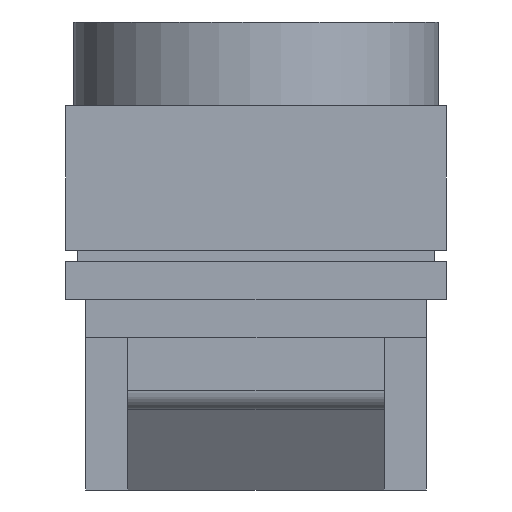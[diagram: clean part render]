
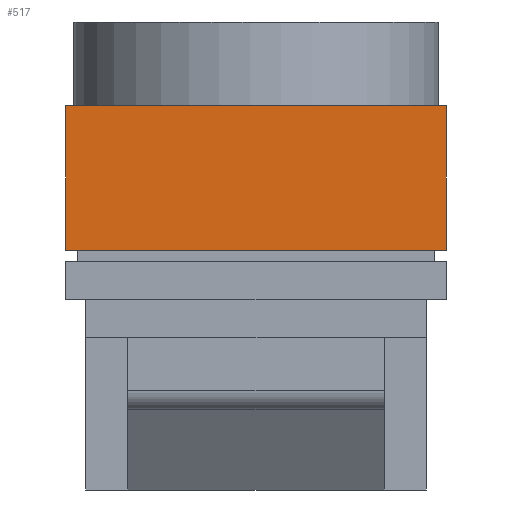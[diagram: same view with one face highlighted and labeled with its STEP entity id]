
A CAD part, left-side view. The second image highlights one B-rep face of the part: STEP entity #517.
In plain terms, the highlighted planar face has unit normal (-1, 0, 0).
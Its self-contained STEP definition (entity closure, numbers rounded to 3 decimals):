
#517 = ADVANCED_FACE( '', ( #1088 ), #1089, .F. );
#1088 = FACE_OUTER_BOUND( '', #1732, .T. );
#1089 = PLANE( '', #1733 );
#1732 = EDGE_LOOP( '', ( #3474, #3475, #3476, #3477 ) );
#1733 = AXIS2_PLACEMENT_3D( '', #3478, #3479, #3480 );
#3474 = ORIENTED_EDGE( '', *, *, #4554, .F. );
#3475 = ORIENTED_EDGE( '', *, *, #4611, .T. );
#3476 = ORIENTED_EDGE( '', *, *, #4570, .T. );
#3477 = ORIENTED_EDGE( '', *, *, #4469, .F. );
#3478 = CARTESIAN_POINT( '', ( -5., 5., 6. ) );
#3479 = DIRECTION( '', ( 1., 0., 0. ) );
#3480 = DIRECTION( '', ( 0., 0., -1. ) );
#4469 = EDGE_CURVE( '', #5443, #5438, #5445, .T. );
#4554 = EDGE_CURVE( '', #5552, #5443, #5554, .T. );
#4570 = EDGE_CURVE( '', #5571, #5438, #5572, .T. );
#4611 = EDGE_CURVE( '', #5552, #5571, #5624, .T. );
#5438 = VERTEX_POINT( '', #7384 );
#5443 = VERTEX_POINT( '', #7391 );
#5445 = LINE( '', #7394, #7395 );
#5552 = VERTEX_POINT( '', #7597 );
#5554 = LINE( '', #7600, #7601 );
#5571 = VERTEX_POINT( '', #7637 );
#5572 = LINE( '', #7638, #7639 );
#5624 = LINE( '', #7751, #7752 );
#7384 = CARTESIAN_POINT( '', ( -5., -5., 0. ) );
#7391 = CARTESIAN_POINT( '', ( -5., -5., 3.8 ) );
#7394 = CARTESIAN_POINT( '', ( -5., -5., 6. ) );
#7395 = VECTOR( '', #8242, 1000. );
#7597 = CARTESIAN_POINT( '', ( -5., 5., 3.8 ) );
#7600 = CARTESIAN_POINT( '', ( -5., 5., 3.8 ) );
#7601 = VECTOR( '', #8283, 1000. );
#7637 = CARTESIAN_POINT( '', ( -5., 5., 0. ) );
#7638 = CARTESIAN_POINT( '', ( -5., 5., 0. ) );
#7639 = VECTOR( '', #8293, 1000. );
#7751 = CARTESIAN_POINT( '', ( -5., 5., 6. ) );
#7752 = VECTOR( '', #8315, 1000. );
#8242 = DIRECTION( '', ( 0., 0., -1. ) );
#8283 = DIRECTION( '', ( 0., -1., 0. ) );
#8293 = DIRECTION( '', ( 0., -1., 0. ) );
#8315 = DIRECTION( '', ( 0., 0., -1. ) );
